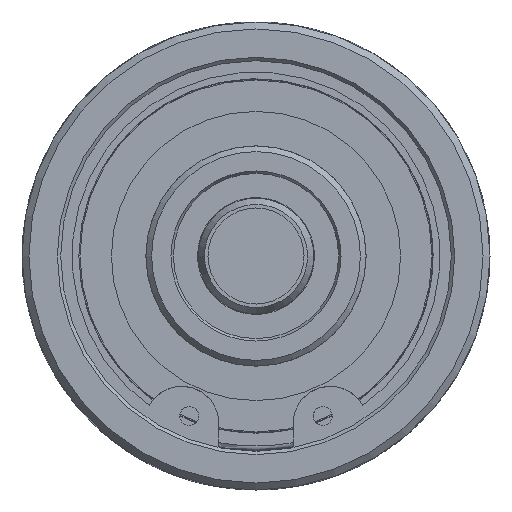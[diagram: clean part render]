
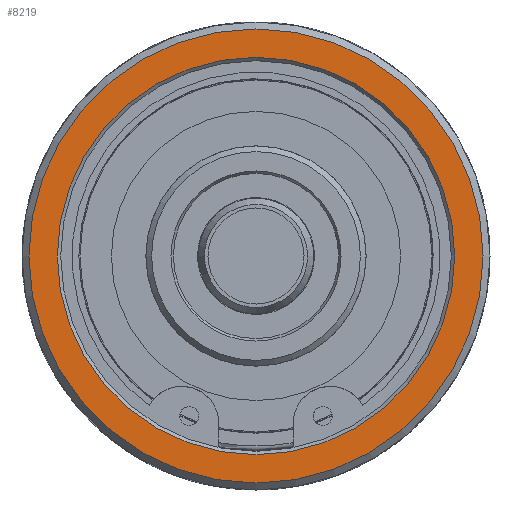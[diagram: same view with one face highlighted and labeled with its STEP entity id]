
A CAD part, left-side view. The second image highlights one B-rep face of the part: STEP entity #8219.
In plain terms, the highlighted planar face has unit normal (-1, 0, 0).
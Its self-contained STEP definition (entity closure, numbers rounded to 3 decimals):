
#338=FACE_BOUND('',#1176,.T.);
#438=PLANE('',#8781);
#684=FACE_OUTER_BOUND('',#1175,.T.);
#1175=EDGE_LOOP('',(#5641));
#1176=EDGE_LOOP('',(#5642));
#2002=CIRCLE('',#8780,52.375);
#2003=CIRCLE('',#8782,45.834);
#3343=VERTEX_POINT('',#12212);
#3344=VERTEX_POINT('',#12216);
#4239=EDGE_CURVE('',#3343,#3343,#2002,.T.);
#4240=EDGE_CURVE('',#3344,#3344,#2003,.T.);
#5641=ORIENTED_EDGE('',*,*,#4239,.F.);
#5642=ORIENTED_EDGE('',*,*,#4240,.F.);
#8219=ADVANCED_FACE('',(#684,#338),#438,.T.);
#8780=AXIS2_PLACEMENT_3D('',#12214,#9785,#9786);
#8781=AXIS2_PLACEMENT_3D('',#12215,#9787,#9788);
#8782=AXIS2_PLACEMENT_3D('',#12217,#9789,#9790);
#9785=DIRECTION('center_axis',(1.,0.,0.));
#9786=DIRECTION('ref_axis',(0.,0.,1.));
#9787=DIRECTION('center_axis',(-1.,0.,0.));
#9788=DIRECTION('ref_axis',(0.,0.,1.));
#9789=DIRECTION('center_axis',(-1.,0.,0.));
#9790=DIRECTION('ref_axis',(0.,0.,-1.));
#12212=CARTESIAN_POINT('',(71.175,0.,-52.375));
#12214=CARTESIAN_POINT('Origin',(71.175,0.,0.));
#12215=CARTESIAN_POINT('Origin',(71.175,0.,0.));
#12216=CARTESIAN_POINT('',(71.175,0.,45.834));
#12217=CARTESIAN_POINT('Origin',(71.175,0.,0.));
